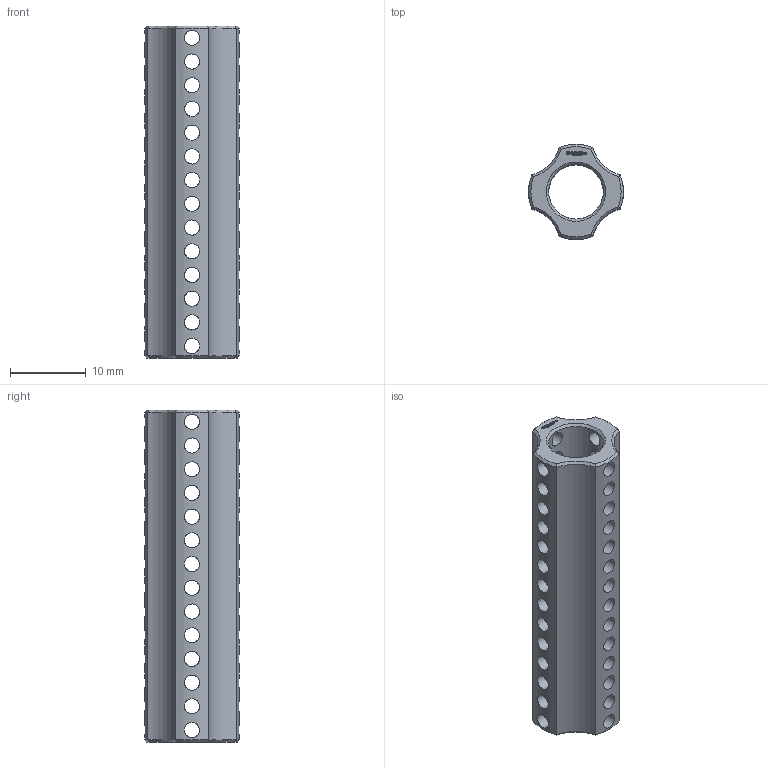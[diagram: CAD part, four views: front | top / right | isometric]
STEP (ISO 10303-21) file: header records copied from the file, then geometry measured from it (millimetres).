
FILE_DESCRIPTION(('FreeCAD Model'),'2;1');
FILE_NAME('Open CASCADE Shape Model','2024-02-18T17:29:27',(''),(''), 'Open CASCADE STEP processor 7.6','FreeCAD','Unknown');
FILE_SCHEMA(('AUTOMOTIVE_DESIGN { 1 0 10303 214 1 1 1 1 }'));
Length unit declared in the file: millimetre
Products named in the file (1): Power-Transmission Hub PLN IDX FRE BU03.50 - SPN-PTH-0113 
(stemfie.org)
Bounding box: 12.5 x 12.5 x 43.75 mm (x, y, z)
Volume: 2358.5 mm3; surface area: 3422.4 mm2
Topology: 1 solids, 1 shells, 537 faces, 1567 edges, 1048 vertices
Faces by surface type: plane 324, extrusion 130, cylinder 65, cone 18
Full cylindrical faces by diameter (mm): 2 x56, 7.2 x1
Entity records: 54117 total; most frequent: CARTESIAN_POINT 24442, DIRECTION 4643, VECTOR 3705, LINE 3575, ORIENTED_EDGE 3134, PCURVE 3134, DEFINITIONAL_REPRESENTATION 3134, EDGE_CURVE 1567
